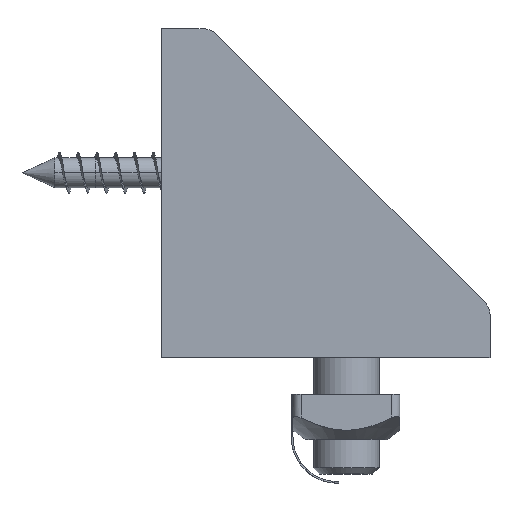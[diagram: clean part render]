
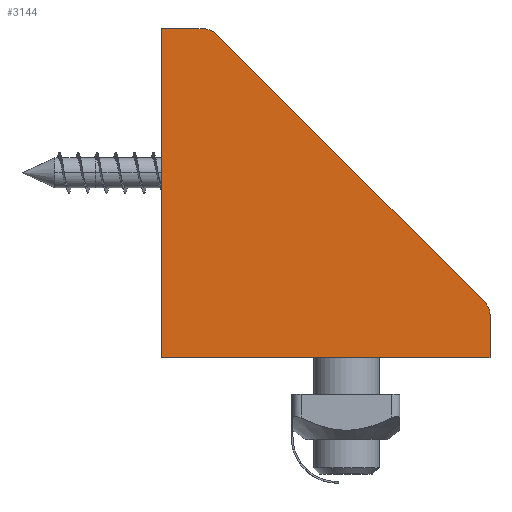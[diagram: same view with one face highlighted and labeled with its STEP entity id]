
A CAD part, top view. The second image highlights one B-rep face of the part: STEP entity #3144.
In plain terms, the highlighted planar face has unit normal (0, 0, 1).
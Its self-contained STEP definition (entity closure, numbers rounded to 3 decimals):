
#235=CIRCLE('',#3548,2.);
#237=CIRCLE('',#3555,2.);
#360=PLANE('',#3558);
#482=FACE_OUTER_BOUND('',#666,.T.);
#666=EDGE_LOOP('',(#2544,#2545,#2546,#2547,#2548,#2549,#2550));
#833=LINE('',#4937,#1112);
#911=LINE('',#5166,#1190);
#916=LINE('',#5176,#1195);
#918=LINE('',#5183,#1197);
#920=LINE('',#5186,#1199);
#1112=VECTOR('',#3903,10.);
#1190=VECTOR('',#4127,10.);
#1195=VECTOR('',#4138,10.);
#1197=VECTOR('',#4146,10.);
#1199=VECTOR('',#4150,10.);
#1428=VERTEX_POINT('',#4934);
#1429=VERTEX_POINT('',#4936);
#1504=VERTEX_POINT('',#5155);
#1505=VERTEX_POINT('',#5157);
#1507=VERTEX_POINT('',#5165);
#1510=VERTEX_POINT('',#5178);
#1511=VERTEX_POINT('',#5182);
#1756=EDGE_CURVE('',#1428,#1429,#833,.T.);
#1866=EDGE_CURVE('',#1504,#1505,#235,.T.);
#1870=EDGE_CURVE('',#1505,#1507,#911,.T.);
#1876=EDGE_CURVE('',#1429,#1504,#916,.T.);
#1877=EDGE_CURVE('',#1507,#1510,#237,.T.);
#1879=EDGE_CURVE('',#1510,#1511,#918,.T.);
#1881=EDGE_CURVE('',#1511,#1428,#920,.T.);
#2544=ORIENTED_EDGE('',*,*,#1876,.F.);
#2545=ORIENTED_EDGE('',*,*,#1756,.F.);
#2546=ORIENTED_EDGE('',*,*,#1881,.F.);
#2547=ORIENTED_EDGE('',*,*,#1879,.F.);
#2548=ORIENTED_EDGE('',*,*,#1877,.F.);
#2549=ORIENTED_EDGE('',*,*,#1870,.F.);
#2550=ORIENTED_EDGE('',*,*,#1866,.F.);
#3144=ADVANCED_FACE('',(#482),#360,.T.);
#3548=AXIS2_PLACEMENT_3D('',#5158,#4118,#4119);
#3555=AXIS2_PLACEMENT_3D('',#5179,#4141,#4142);
#3558=AXIS2_PLACEMENT_3D('',#5187,#4151,#4152);
#3903=DIRECTION('',(0.,1.,0.));
#4118=DIRECTION('center_axis',(0.,0.,-1.));
#4119=DIRECTION('ref_axis',(0.707,0.707,0.));
#4127=DIRECTION('',(0.707,-0.707,0.));
#4138=DIRECTION('',(1.,0.,0.));
#4141=DIRECTION('center_axis',(0.,0.,-1.));
#4142=DIRECTION('ref_axis',(1.,0.,0.));
#4146=DIRECTION('',(0.,-1.,0.));
#4150=DIRECTION('',(-1.,0.,0.));
#4151=DIRECTION('center_axis',(0.,0.,1.));
#4152=DIRECTION('ref_axis',(1.,0.,0.));
#4934=CARTESIAN_POINT('',(-20.,-20.,12.5));
#4936=CARTESIAN_POINT('',(-20.,20.,12.5));
#4937=CARTESIAN_POINT('',(-20.,20.,12.5));
#5155=CARTESIAN_POINT('',(-14.828,20.,12.5));
#5157=CARTESIAN_POINT('',(-13.414,19.415,12.5));
#5158=CARTESIAN_POINT('Origin',(-14.828,18.,12.5));
#5165=CARTESIAN_POINT('',(19.414,-13.385,12.5));
#5166=CARTESIAN_POINT('',(19.414,-13.385,12.5));
#5176=CARTESIAN_POINT('',(-14.828,20.,12.5));
#5178=CARTESIAN_POINT('',(20.,-14.8,12.5));
#5179=CARTESIAN_POINT('Origin',(18.,-14.8,12.5));
#5182=CARTESIAN_POINT('',(20.,-20.,12.5));
#5183=CARTESIAN_POINT('',(20.,-20.,12.5));
#5186=CARTESIAN_POINT('',(-20.,-20.,12.5));
#5187=CARTESIAN_POINT('Origin',(-4.559,-4.561,12.5));
